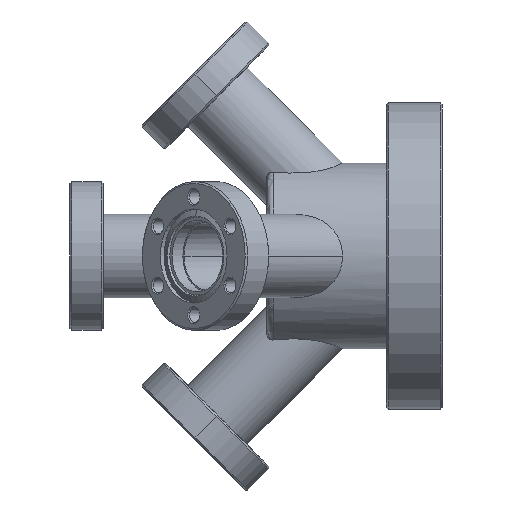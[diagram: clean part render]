
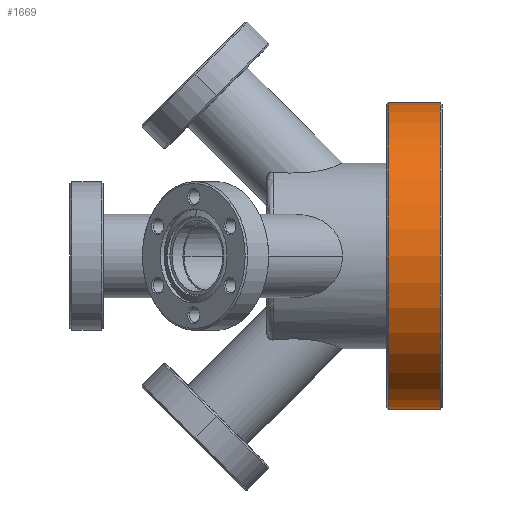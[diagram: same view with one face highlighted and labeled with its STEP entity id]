
A CAD part, left-side view. The second image highlights one B-rep face of the part: STEP entity #1669.
In plain terms, the highlighted cylindrical face has radius 35 mm (diameter 70 mm), a partial arc.
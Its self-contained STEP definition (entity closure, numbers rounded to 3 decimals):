
#109 = DIRECTION ( 'NONE',  ( 0., 1., 0. ) ) ;
#164 = CARTESIAN_POINT ( 'NONE',  ( 0., 0.4, -35. ) ) ;
#275 = VERTEX_POINT ( 'NONE', #4900 ) ;
#486 = EDGE_LOOP ( 'NONE', ( #4665, #2833, #4928, #5027 ) ) ;
#734 = CIRCLE ( 'NONE', #6284, 35. ) ;
#1018 = CARTESIAN_POINT ( 'NONE',  ( 0., 31.392, -35. ) ) ;
#1147 = EDGE_CURVE ( 'NONE', #3551, #275, #2087, .T. ) ;
#1584 = CARTESIAN_POINT ( 'NONE',  ( 0., 12.3, -35. ) ) ;
#1658 = DIRECTION ( 'NONE',  ( 0., 0., 1. ) ) ;
#1669 = ADVANCED_FACE ( 'NONE', ( #5196 ), #2006, .T. ) ;
#1894 = VECTOR ( 'NONE', #5762, 1000. ) ;
#1904 = VERTEX_POINT ( 'NONE', #3599 ) ;
#2006 = CYLINDRICAL_SURFACE ( 'NONE', #2664, 35. ) ;
#2087 = CIRCLE ( 'NONE', #2564, 35. ) ;
#2564 = AXIS2_PLACEMENT_3D ( 'NONE', #6137, #2761, #6706 ) ;
#2664 = AXIS2_PLACEMENT_3D ( 'NONE', #3897, #5039, #1658 ) ;
#2761 = DIRECTION ( 'NONE',  ( 0., -1., 0. ) ) ;
#2766 = LINE ( 'NONE', #1018, #5757 ) ;
#2833 = ORIENTED_EDGE ( 'NONE', *, *, #7032, .T. ) ;
#3479 = CARTESIAN_POINT ( 'NONE',  ( 0., 0.4, 0. ) ) ;
#3551 = VERTEX_POINT ( 'NONE', #1584 ) ;
#3599 = CARTESIAN_POINT ( 'NONE',  ( 0., 0.4, 35. ) ) ;
#3897 = CARTESIAN_POINT ( 'NONE',  ( 0., 31.392, 0. ) ) ;
#4053 = DIRECTION ( 'NONE',  ( 0., 0., -1. ) ) ;
#4068 = CARTESIAN_POINT ( 'NONE',  ( 0., 31.392, 35. ) ) ;
#4665 = ORIENTED_EDGE ( 'NONE', *, *, #6698, .T. ) ;
#4823 = EDGE_CURVE ( 'NONE', #1904, #275, #4892, .T. ) ;
#4892 = LINE ( 'NONE', #4068, #1894 ) ;
#4900 = CARTESIAN_POINT ( 'NONE',  ( 0., 12.3, 35. ) ) ;
#4928 = ORIENTED_EDGE ( 'NONE', *, *, #1147, .T. ) ;
#5027 = ORIENTED_EDGE ( 'NONE', *, *, #4823, .F. ) ;
#5039 = DIRECTION ( 'NONE',  ( 0., 1., 0. ) ) ;
#5196 = FACE_OUTER_BOUND ( 'NONE', #486, .T. ) ;
#5757 = VECTOR ( 'NONE', #6636, 1000. ) ;
#5762 = DIRECTION ( 'NONE',  ( 0., 1., 0. ) ) ;
#6137 = CARTESIAN_POINT ( 'NONE',  ( 0., 12.3, 0. ) ) ;
#6284 = AXIS2_PLACEMENT_3D ( 'NONE', #3479, #109, #4053 ) ;
#6537 = VERTEX_POINT ( 'NONE', #164 ) ;
#6636 = DIRECTION ( 'NONE',  ( 0., 1., 0. ) ) ;
#6698 = EDGE_CURVE ( 'NONE', #1904, #6537, #734, .T. ) ;
#6706 = DIRECTION ( 'NONE',  ( 0., 0., 1. ) ) ;
#7032 = EDGE_CURVE ( 'NONE', #6537, #3551, #2766, .T. ) ;
